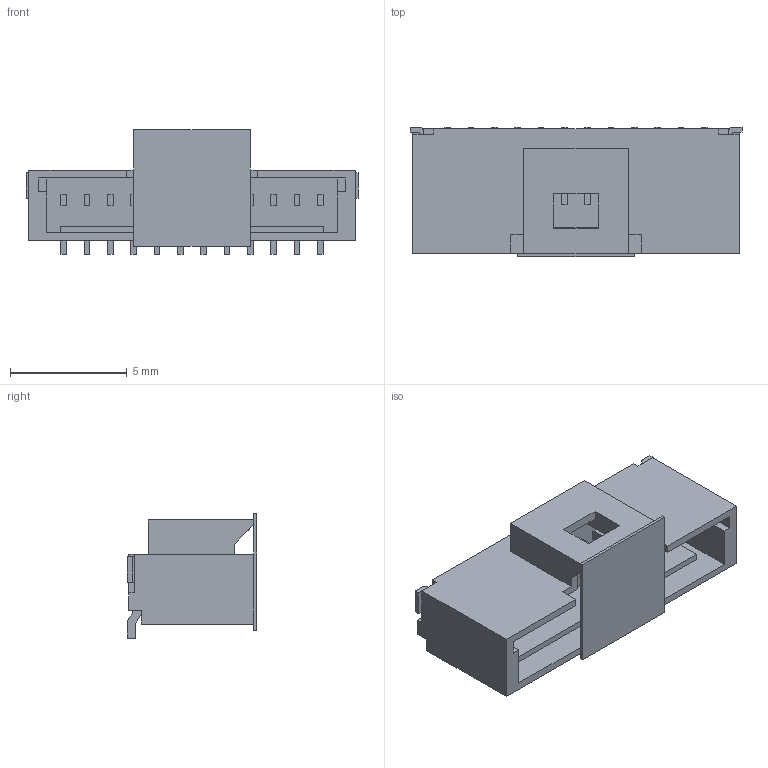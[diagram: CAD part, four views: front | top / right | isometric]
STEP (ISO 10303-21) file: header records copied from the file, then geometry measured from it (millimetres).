
FILE_DESCRIPTION(/* description */ (''),/* implementation_level */ '2;1');
FILE_NAME(/* name */ '5013311207wbm000_01_214.stp',/* time_stamp */ '2024-02-15T19:27:08+06:00',/* author */ (''),/* organization */ (''),/* preprocessor_version */ 'ST-DEVELOPER v16.7',/* originating_system */ 'SIEMENS PLM Software NX 1919',/* authorisation */ '');
FILE_SCHEMA (('AUTOMOTIVE_DESIGN { 1 0 10303 214 3 1 1 1 }'));
Length unit declared in the file: millimetre
Products named in the file (1): 5013311207wbm000_01
Bounding box: 14.24 x 5.54 x 5.33 mm (x, y, z)
Volume: 122.4 mm3; surface area: 531.9 mm2
Topology: 2 solids, 2 shells, 231 faces, 639 edges, 426 vertices
Faces by surface type: plane 228, cylinder 3
Entity records: 7253 total; most frequent: CARTESIAN_POINT 1297, ORIENTED_EDGE 1278, DIRECTION 1109, EDGE_CURVE 639, LINE 633, VECTOR 633, VERTEX_POINT 426, EDGE_LOOP 247
